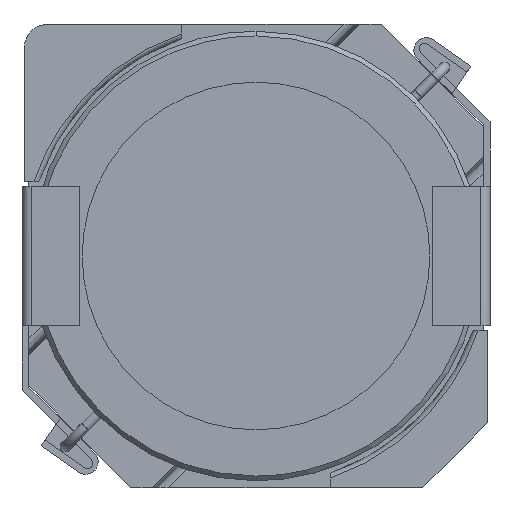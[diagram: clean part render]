
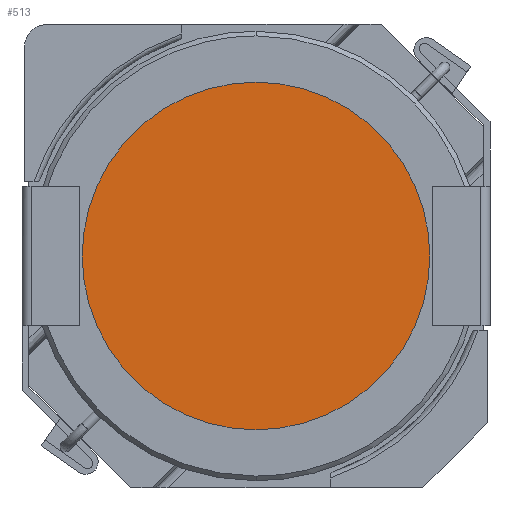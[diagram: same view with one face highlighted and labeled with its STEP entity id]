
A CAD part, front view. The second image highlights one B-rep face of the part: STEP entity #513.
In plain terms, the highlighted free-form (B-spline) face has degree [1, 1] with [2, 2] control points.
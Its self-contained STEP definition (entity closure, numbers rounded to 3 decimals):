
#252 = VERTEX_POINT('',#253);
#253 = CARTESIAN_POINT('',(0.,0.,4.846));
#258 = EDGE_CURVE('',#252,#259,#261,.T.);
#259 = VERTEX_POINT('',#260);
#260 = CARTESIAN_POINT('',(0.,0.,-4.846));
#261 = ( BOUNDED_CURVE() B_SPLINE_CURVE(2,(#262,#263,#264,#265,#266),
.UNSPECIFIED.,.F.,.F.) B_SPLINE_CURVE_WITH_KNOTS((3,2,3),(3.142,
4.712,6.283),.PIECEWISE_BEZIER_KNOTS.) CURVE() 
GEOMETRIC_REPRESENTATION_ITEM() RATIONAL_B_SPLINE_CURVE((1.,
0.707,1.,0.707,1.)) REPRESENTATION_ITEM('') );
#262 = CARTESIAN_POINT('',(0.,0.,4.846));
#263 = CARTESIAN_POINT('',(4.846,0.,4.846));
#264 = CARTESIAN_POINT('',(4.846,0.,0.));
#265 = CARTESIAN_POINT('',(4.846,0.,-4.846));
#266 = CARTESIAN_POINT('',(0.,0.,-4.846));
#485 = EDGE_CURVE('',#259,#252,#486,.T.);
#486 = ( BOUNDED_CURVE() B_SPLINE_CURVE(2,(#487,#488,#489,#490,#491),
.UNSPECIFIED.,.F.,.F.) B_SPLINE_CURVE_WITH_KNOTS((3,2,3),(0.,
1.571,3.142),.PIECEWISE_BEZIER_KNOTS.) CURVE() 
GEOMETRIC_REPRESENTATION_ITEM() RATIONAL_B_SPLINE_CURVE((1.,
0.707,1.,0.707,1.)) REPRESENTATION_ITEM('') );
#487 = CARTESIAN_POINT('',(0.,0.,-4.846));
#488 = CARTESIAN_POINT('',(-4.846,0.,-4.846));
#489 = CARTESIAN_POINT('',(-4.846,0.,0.));
#490 = CARTESIAN_POINT('',(-4.846,0.,4.846));
#491 = CARTESIAN_POINT('',(0.,0.,4.846));
#513 = ADVANCED_FACE('',(#514),#518,.F.);
#514 = FACE_BOUND('',#515,.T.);
#515 = EDGE_LOOP('',(#516,#517));
#516 = ORIENTED_EDGE('',*,*,#485,.F.);
#517 = ORIENTED_EDGE('',*,*,#258,.F.);
#518 = B_SPLINE_SURFACE_WITH_KNOTS('',1,1,(
    (#519,#520)
    ,(#521,#522
    )),.UNSPECIFIED.,.F.,.F.,.F.,(2,2),(2,2),(-3.75,3.75),(-3.75,3.75),
  .PIECEWISE_BEZIER_KNOTS.);
#519 = CARTESIAN_POINT('',(-4.846,0.,-4.846));
#520 = CARTESIAN_POINT('',(4.846,0.,-4.846));
#521 = CARTESIAN_POINT('',(-4.846,0.,4.846));
#522 = CARTESIAN_POINT('',(4.846,0.,4.846));
